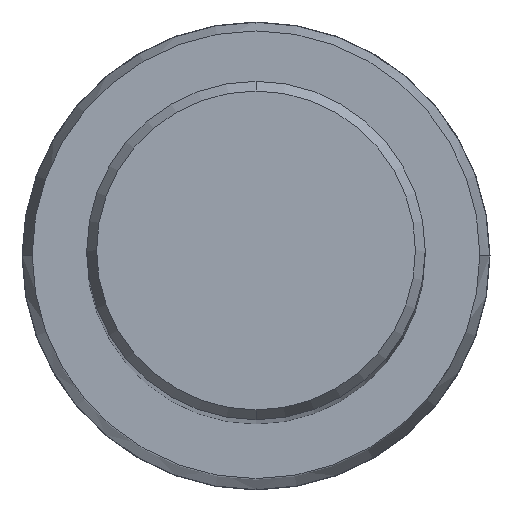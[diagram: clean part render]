
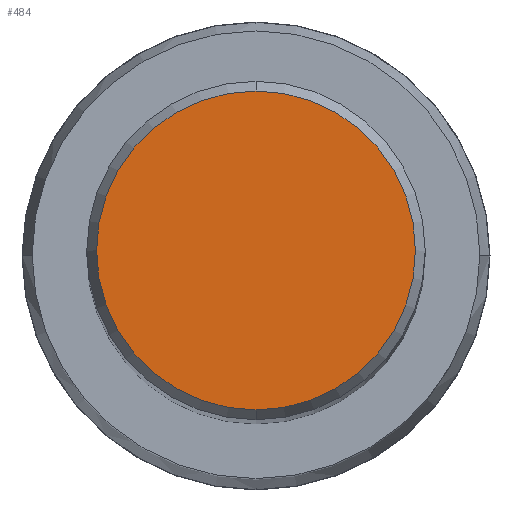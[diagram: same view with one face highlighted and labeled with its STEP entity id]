
A CAD part, top view. The second image highlights one B-rep face of the part: STEP entity #484.
In plain terms, the highlighted planar face has unit normal (0, 0, 1).
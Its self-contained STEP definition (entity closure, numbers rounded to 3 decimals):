
#356=EDGE_CURVE('',#456,#446,#707,.T.);
#440=EDGE_CURVE('',#446,#456,#797,.T.);
#446=VERTEX_POINT('',#803);
#456=VERTEX_POINT('',#814);
#484=ADVANCED_FACE('',(#843),#844,.T.);
#707=CIRCLE('',#1111,14.958);
#797=CIRCLE('',#1226,14.958);
#803=CARTESIAN_POINT('',(0.0,14.958,0.0));
#814=CARTESIAN_POINT('',(0.,-14.958,0.0));
#843=FACE_OUTER_BOUND('',#1288,.T.);
#844=PLANE('',#1289);
#1111=AXIS2_PLACEMENT_3D('',#1583,#1584,#1585);
#1226=AXIS2_PLACEMENT_3D('',#1699,#1700,#1701);
#1288=EDGE_LOOP('',(#1743,#1744));
#1289=AXIS2_PLACEMENT_3D('',#1745,#1746,#1747);
#1583=CARTESIAN_POINT('',(0.0,0.0,0.0));
#1584=DIRECTION('',(0.0,0.0,-1.0));
#1585=DIRECTION('',(0.0,1.0,0.0));
#1699=CARTESIAN_POINT('',(0.0,0.0,0.0));
#1700=DIRECTION('',(0.0,0.0,-1.0));
#1701=DIRECTION('',(0.0,1.0,0.0));
#1743=ORIENTED_EDGE('',*,*,#440,.F.);
#1744=ORIENTED_EDGE('',*,*,#356,.F.);
#1745=CARTESIAN_POINT('',(0.0,7.479,0.0));
#1746=DIRECTION('',(-0.0,0.0,1.0));
#1747=DIRECTION('',(0.0,-1.0,0.0));
